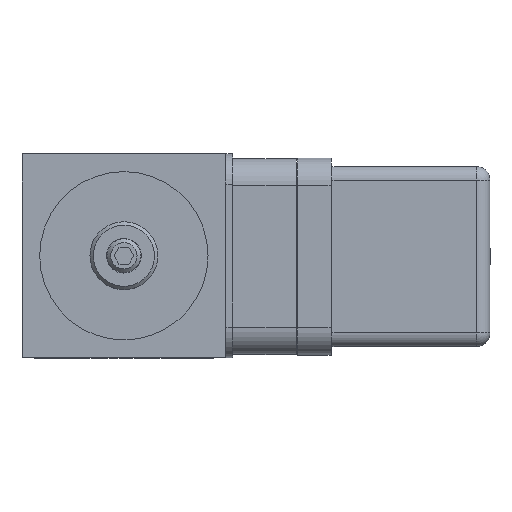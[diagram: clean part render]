
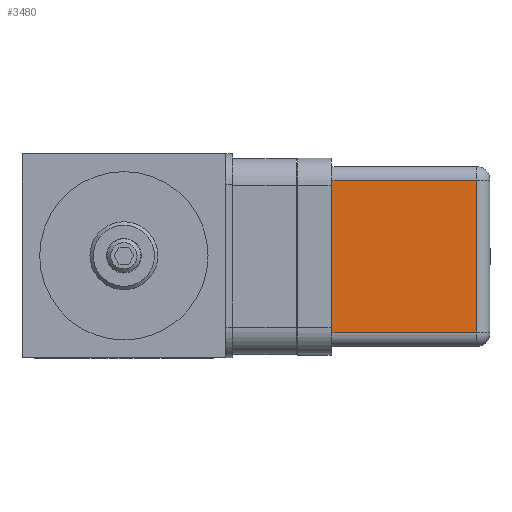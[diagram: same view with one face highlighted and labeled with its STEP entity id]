
A CAD part, top view. The second image highlights one B-rep face of the part: STEP entity #3480.
In plain terms, the highlighted planar face has unit normal (0, 0, 1).
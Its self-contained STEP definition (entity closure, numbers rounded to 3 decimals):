
#3480=ADVANCED_FACE('', (#3490), #3500, .T.);
#17210=AXIS2_PLACEMENT_3D('Ax2Pl3d', #17220, #17230, #17240);
#51890=CARTESIAN_POINT('', (29.9,11.15,48.49));
#51990=CARTESIAN_POINT('', (29.9,-11.35,48.49));
#52000=CARTESIAN_POINT('', (29.9,11.15,48.49));
#52010=CARTESIAN_POINT('', (51.9,11.15,48.49));
#52020=CARTESIAN_POINT('', (51.9,11.15,48.49));
#52450=CARTESIAN_POINT('', (51.9,-11.35,48.49));
#52460=CARTESIAN_POINT('', (29.9,-11.35,48.49));
#17220=CARTESIAN_POINT('HicPkt', (29.9,-11.35,48.49));
#52470=CARTESIAN_POINT('', (51.9,-11.35,48.49));
#84180=DIRECTION('', (0.,1.,0.));
#84190=DIRECTION('', (1.,0.,0.));
#84380=DIRECTION('', (-1.,0.,0.));
#17230=DIRECTION('Axis', (0.,0.,1.));
#17240=DIRECTION('RefDirection', (-1.,
-0.003,0.));
#84390=DIRECTION('', (0.,-1.,0.));
#92790=EDGE_CURVE('', #92780, #92620, #92800, .T.);
#92810=EDGE_CURVE('', #92620, #92820, #92830, .T.);
#93580=EDGE_CURVE('', #93570, #92780, #93590, .T.);
#93600=EDGE_CURVE('', #92820, #93570, #93610, .T.);
#108890=EDGE_LOOP('Edge_loop', (#108900,#108910,#108920,#108930));
#3490=FACE_OUTER_BOUND('Face_outer_bound', #108890, .T.);
#92800=LINE('Line', #52000, #127750);
#92830=LINE('Line', #52010, #127760);
#93590=LINE('Line', #52460, #127950);
#93610=LINE('Line', #52470, #127960);
#108900=ORIENTED_EDGE('', *, *, #92790, .F.);
#108910=ORIENTED_EDGE('', *, *, #93580, .F.);
#108920=ORIENTED_EDGE('', *, *, #93600, .F.);
#108930=ORIENTED_EDGE('', *, *, #92810, .F.);
#3500=PLANE('Plane', #17210);
#127750=VECTOR('', #84180, 22.5);
#127760=VECTOR('', #84190, 22.);
#127950=VECTOR('', #84380, 22.);
#127960=VECTOR('', #84390, 22.5);
#92620=VERTEX_POINT('', #51890);
#92780=VERTEX_POINT('', #51990);
#92820=VERTEX_POINT('', #52020);
#93570=VERTEX_POINT('', #52450);
